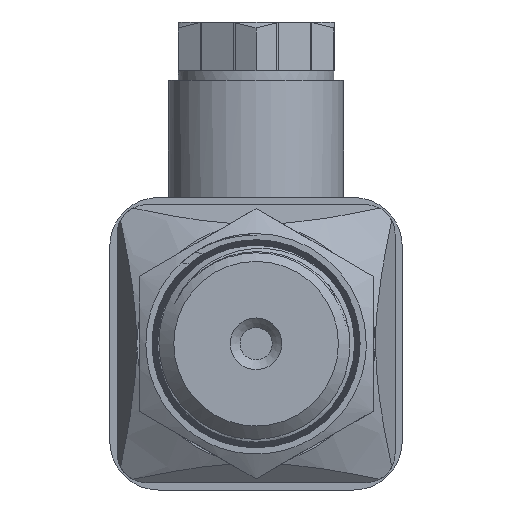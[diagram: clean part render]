
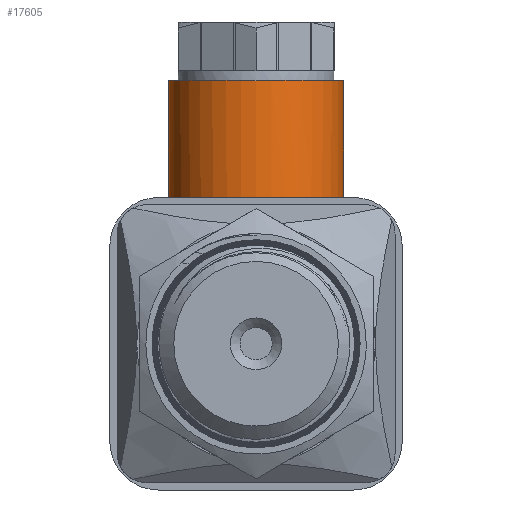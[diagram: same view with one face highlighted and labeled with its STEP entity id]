
A CAD part, left-side view. The second image highlights one B-rep face of the part: STEP entity #17605.
In plain terms, the highlighted cylindrical face has radius 9 mm (diameter 18 mm), a full revolution.
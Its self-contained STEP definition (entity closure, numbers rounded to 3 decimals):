
#1169=CYLINDRICAL_SURFACE('',#18798,9.);
#2134=FACE_OUTER_BOUND('',#3215,.T.);
#3215=EDGE_LOOP('',(#16500,#16501,#16502,#16503,#16504,#16505,#16506));
#3571=CIRCLE('',#18717,9.);
#3572=CIRCLE('',#18718,9.);
#3597=CIRCLE('',#18799,9.);
#4160=B_SPLINE_CURVE_WITH_KNOTS('',3,(#62515,#62516,#62517,#62518,#62519,
#62520,#62521,#62522,#62523,#62524),.UNSPECIFIED.,.F.,.F.,(4,2,1,1,1,1,
4),(-0.002,0.,0.204,0.408,0.611,
0.815,1.019),.UNSPECIFIED.);
#4161=B_SPLINE_CURVE_WITH_KNOTS('',3,(#62593,#62594,#62595,#62596,#62597,
#62598,#62599,#62600,#62601,#62602,#62603,#62604),.UNSPECIFIED.,.F.,.F.,
(4,1,1,1,1,1,1,2,4),(0.,0.204,0.306,
0.408,0.509,0.611,0.815,
1.019,1.02),.UNSPECIFIED.);
#5712=LINE('',#62932,#7281);
#7281=VECTOR('',#22539,9.);
#8588=VERTEX_POINT('',#60054);
#8848=VERTEX_POINT('',#62513);
#8849=VERTEX_POINT('',#62526);
#8851=VERTEX_POINT('',#62530);
#8942=VERTEX_POINT('',#62930);
#11321=EDGE_CURVE('',#8588,#8848,#4160,.T.);
#11324=EDGE_CURVE('',#8848,#8851,#3571,.T.);
#11325=EDGE_CURVE('',#8851,#8849,#3572,.T.);
#11326=EDGE_CURVE('',#8849,#8588,#4161,.T.);
#11471=EDGE_CURVE('',#8942,#8942,#3597,.T.);
#11472=EDGE_CURVE('',#8942,#8851,#5712,.T.);
#16500=ORIENTED_EDGE('',*,*,#11471,.F.);
#16501=ORIENTED_EDGE('',*,*,#11472,.T.);
#16502=ORIENTED_EDGE('',*,*,#11324,.F.);
#16503=ORIENTED_EDGE('',*,*,#11321,.F.);
#16504=ORIENTED_EDGE('',*,*,#11326,.F.);
#16505=ORIENTED_EDGE('',*,*,#11325,.F.);
#16506=ORIENTED_EDGE('',*,*,#11472,.F.);
#17605=ADVANCED_FACE('',(#2134),#1169,.T.);
#18717=AXIS2_PLACEMENT_3D('',#62531,#22266,#22267);
#18718=AXIS2_PLACEMENT_3D('',#62532,#22268,#22269);
#18798=AXIS2_PLACEMENT_3D('',#62929,#22535,#22536);
#18799=AXIS2_PLACEMENT_3D('',#62931,#22537,#22538);
#22266=DIRECTION('center_axis',(0.,0.,-1.));
#22267=DIRECTION('ref_axis',(1.,0.,0.));
#22268=DIRECTION('center_axis',(0.,0.,-1.));
#22269=DIRECTION('ref_axis',(1.,0.,0.));
#22535=DIRECTION('center_axis',(0.,0.,1.));
#22536=DIRECTION('ref_axis',(-1.,0.,0.));
#22537=DIRECTION('center_axis',(0.,0.,1.));
#22538=DIRECTION('ref_axis',(-1.,0.,0.));
#22539=DIRECTION('',(0.,0.,-1.));
#60054=CARTESIAN_POINT('',(-28.,0.,10.5));
#62513=CARTESIAN_POINT('',(-24.4,7.2,14.5));
#62515=CARTESIAN_POINT('Ctrl Pts',(-28.,0.,10.5));
#62516=CARTESIAN_POINT('Ctrl Pts',(-28.,0.004,10.503));
#62517=CARTESIAN_POINT('Ctrl Pts',(-28.,0.008,
10.505));
#62518=CARTESIAN_POINT('Ctrl Pts',(-27.999,0.528,
10.871));
#62519=CARTESIAN_POINT('Ctrl Pts',(-27.909,1.565,11.599));
#62520=CARTESIAN_POINT('Ctrl Pts',(-27.501,3.098,12.639));
#62521=CARTESIAN_POINT('Ctrl Pts',(-26.801,4.592,13.566));
#62522=CARTESIAN_POINT('Ctrl Pts',(-25.787,6.,14.28));
#62523=CARTESIAN_POINT('Ctrl Pts',(-24.889,6.833,14.5));
#62524=CARTESIAN_POINT('Ctrl Pts',(-24.4,7.2,14.5));
#62526=CARTESIAN_POINT('',(-24.4,-7.2,14.5));
#62530=CARTESIAN_POINT('',(-10.,0.,14.5));
#62531=CARTESIAN_POINT('Origin',(-19.,0.,14.5));
#62532=CARTESIAN_POINT('Origin',(-19.,0.,14.5));
#62593=CARTESIAN_POINT('Ctrl Pts',(-24.4,-7.2,14.5));
#62594=CARTESIAN_POINT('Ctrl Pts',(-24.889,-6.833,
14.5));
#62595=CARTESIAN_POINT('Ctrl Pts',(-25.563,-6.207,
14.335));
#62596=CARTESIAN_POINT('Ctrl Pts',(-26.294,-5.296,
13.923));
#62597=CARTESIAN_POINT('Ctrl Pts',(-26.763,-4.579,
13.539));
#62598=CARTESIAN_POINT('Ctrl Pts',(-27.15,-3.846,
13.104));
#62599=CARTESIAN_POINT('Ctrl Pts',(-27.569,-2.842,
12.466));
#62600=CARTESIAN_POINT('Ctrl Pts',(-27.909,-1.565,
11.6));
#62601=CARTESIAN_POINT('Ctrl Pts',(-27.999,-0.528,
10.871));
#62602=CARTESIAN_POINT('Ctrl Pts',(-28.,-0.008,
10.505));
#62603=CARTESIAN_POINT('Ctrl Pts',(-28.,-0.004,10.503));
#62604=CARTESIAN_POINT('Ctrl Pts',(-28.,0.,10.5));
#62929=CARTESIAN_POINT('Origin',(-19.,0.,13.5));
#62930=CARTESIAN_POINT('',(-10.,0.,27.));
#62931=CARTESIAN_POINT('Origin',(-19.,0.,27.));
#62932=CARTESIAN_POINT('',(-10.,0.,13.5));
